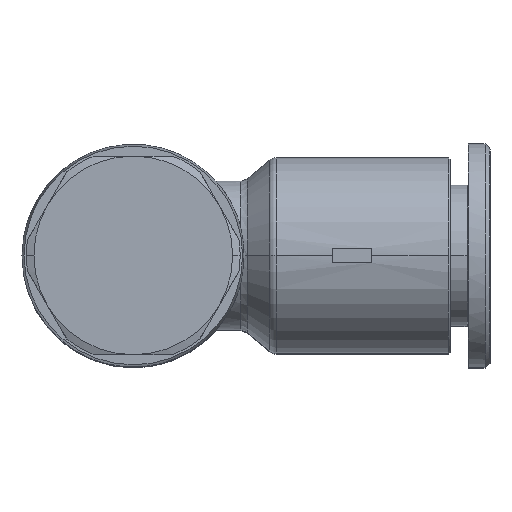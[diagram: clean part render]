
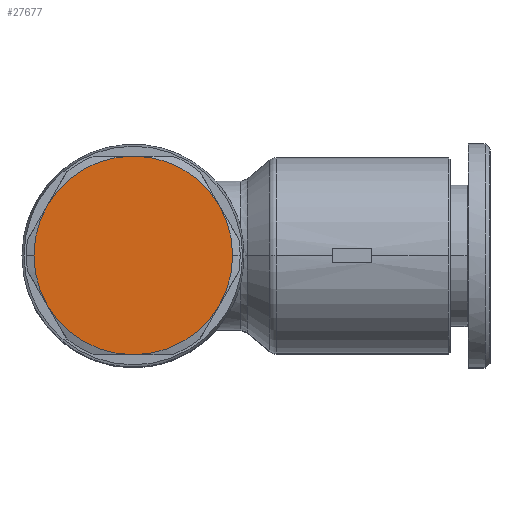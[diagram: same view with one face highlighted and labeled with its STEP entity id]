
A CAD part, top view. The second image highlights one B-rep face of the part: STEP entity #27677.
In plain terms, the highlighted planar face has unit normal (0, 0, 1).
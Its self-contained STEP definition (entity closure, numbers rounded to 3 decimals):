
#1181=CARTESIAN_POINT('',(21.,0.,13.1));
#1182=VERTEX_POINT('',#1181);
#1191=CARTESIAN_POINT('',(19.66,-5.,13.1));
#1192=VERTEX_POINT('',#1191);
#1193=CARTESIAN_POINT('',(11.,0.,13.1));
#1194=DIRECTION('',(0.0,0.0,1.0));
#1195=DIRECTION('',(-1.0,0.0,0.0));
#1196=AXIS2_PLACEMENT_3D('',#1193,#1194,#1195);
#1197=CIRCLE('',#1196,10.);
#1198=EDGE_CURVE('',#1192,#1182,#1197,.T.);
#1232=CARTESIAN_POINT('',(1.,0.,13.1));
#1233=VERTEX_POINT('',#1232);
#1249=CARTESIAN_POINT('',(2.34,-5.,13.1));
#1250=VERTEX_POINT('',#1249);
#1264=CARTESIAN_POINT('',(11.,0.,13.1));
#1265=DIRECTION('',(0.0,0.0,1.0));
#1266=DIRECTION('',(-1.0,0.0,0.0));
#1267=AXIS2_PLACEMENT_3D('',#1264,#1265,#1266);
#1268=CIRCLE('',#1267,10.);
#1269=EDGE_CURVE('',#1233,#1250,#1268,.T.);
#27324=CARTESIAN_POINT('',(2.34,5.,13.1));
#27325=VERTEX_POINT('',#27324);
#27368=CARTESIAN_POINT('',(11.,10.,13.1));
#27369=VERTEX_POINT('',#27368);
#27412=CARTESIAN_POINT('',(19.66,5.,13.1));
#27413=VERTEX_POINT('',#27412);
#27486=CARTESIAN_POINT('',(11.,-10.,13.1));
#27487=VERTEX_POINT('',#27486);
#27530=CARTESIAN_POINT('',(11.,0.,13.1));
#27531=DIRECTION('',(0.0,0.0,1.0));
#27532=DIRECTION('',(-1.0,0.0,0.0));
#27533=AXIS2_PLACEMENT_3D('',#27530,#27531,#27532);
#27534=CIRCLE('',#27533,10.);
#27535=EDGE_CURVE('',#27325,#1233,#27534,.T.);
#27549=CARTESIAN_POINT('',(11.,0.,13.1));
#27550=DIRECTION('',(0.0,0.0,1.0));
#27551=DIRECTION('',(-1.0,0.0,0.0));
#27552=AXIS2_PLACEMENT_3D('',#27549,#27550,#27551);
#27553=CIRCLE('',#27552,10.);
#27554=EDGE_CURVE('',#27369,#27325,#27553,.T.);
#27567=CARTESIAN_POINT('',(11.,0.,13.1));
#27568=DIRECTION('',(0.0,0.0,1.0));
#27569=DIRECTION('',(-1.0,0.0,0.0));
#27570=AXIS2_PLACEMENT_3D('',#27567,#27568,#27569);
#27571=CIRCLE('',#27570,10.);
#27572=EDGE_CURVE('',#27413,#27369,#27571,.T.);
#27586=CARTESIAN_POINT('',(11.,0.,13.1));
#27587=DIRECTION('',(0.0,0.0,1.0));
#27588=DIRECTION('',(-1.0,0.0,0.0));
#27589=AXIS2_PLACEMENT_3D('',#27586,#27587,#27588);
#27590=CIRCLE('',#27589,10.);
#27591=EDGE_CURVE('',#1182,#27413,#27590,.T.);
#27603=CARTESIAN_POINT('',(11.,0.,13.1));
#27604=DIRECTION('',(0.0,0.0,1.0));
#27605=DIRECTION('',(-1.0,0.0,0.0));
#27606=AXIS2_PLACEMENT_3D('',#27603,#27604,#27605);
#27607=CIRCLE('',#27606,10.);
#27608=EDGE_CURVE('',#27487,#1192,#27607,.T.);
#27621=CARTESIAN_POINT('',(11.,0.,13.1));
#27622=DIRECTION('',(0.0,0.0,1.0));
#27623=DIRECTION('',(-1.0,0.0,0.0));
#27624=AXIS2_PLACEMENT_3D('',#27621,#27622,#27623);
#27625=CIRCLE('',#27624,10.);
#27626=EDGE_CURVE('',#1250,#27487,#27625,.T.);
#27662=CARTESIAN_POINT('',(11.,0.,13.1));
#27663=DIRECTION('',(0.0,0.0,1.0));
#27664=DIRECTION('',(-1.0,0.0,0.0));
#27665=AXIS2_PLACEMENT_3D('',#27662,#27663,#27664);
#27666=PLANE('',#27665);
#27667=ORIENTED_EDGE('',*,*,#27626,.T.);
#27668=ORIENTED_EDGE('',*,*,#27608,.T.);
#27669=ORIENTED_EDGE('',*,*,#1198,.T.);
#27670=ORIENTED_EDGE('',*,*,#27591,.T.);
#27671=ORIENTED_EDGE('',*,*,#27572,.T.);
#27672=ORIENTED_EDGE('',*,*,#27554,.T.);
#27673=ORIENTED_EDGE('',*,*,#27535,.T.);
#27674=ORIENTED_EDGE('',*,*,#1269,.T.);
#27675=EDGE_LOOP('',(#27667,#27668,#27669,#27670,#27671,#27672,#27673,#27674));
#27676=FACE_OUTER_BOUND('',#27675,.T.);
#27677=ADVANCED_FACE('',(#27676),#27666,.T.);
